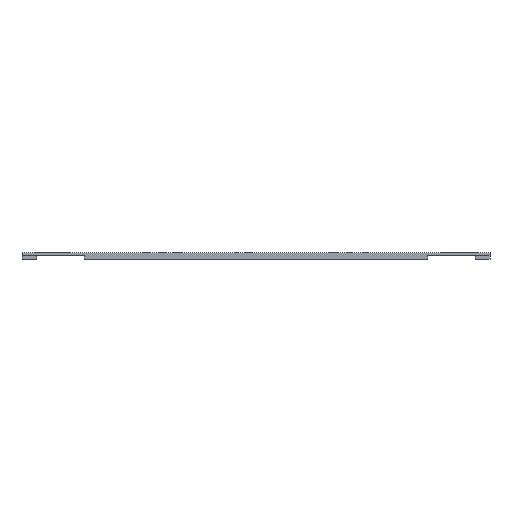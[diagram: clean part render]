
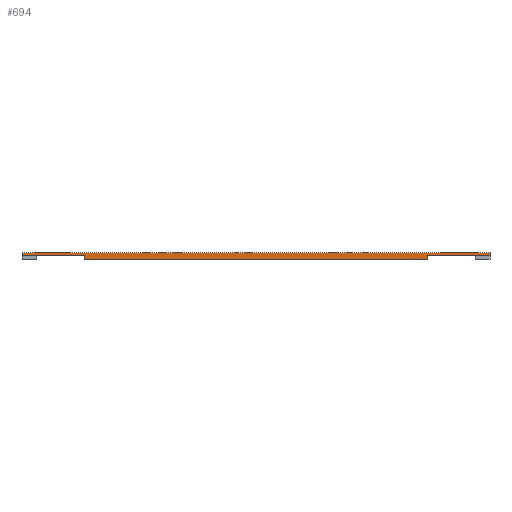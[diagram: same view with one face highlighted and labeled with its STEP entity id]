
A CAD part, front view. The second image highlights one B-rep face of the part: STEP entity #694.
In plain terms, the highlighted planar face has unit normal (0, -1, 0).
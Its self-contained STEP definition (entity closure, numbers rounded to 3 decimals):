
#113 = EDGE_CURVE('',#114,#116,#118,.T.);
#114 = VERTEX_POINT('',#115);
#115 = CARTESIAN_POINT('',(0.,0.,1.));
#116 = VERTEX_POINT('',#117);
#117 = CARTESIAN_POINT('',(150.,0.,1.));
#118 = LINE('',#119,#120);
#119 = CARTESIAN_POINT('',(0.,0.,1.));
#120 = VECTOR('',#121,1.);
#121 = DIRECTION('',(1.,0.,0.));
#694 = ADVANCED_FACE('',(#695),#752,.T.);
#695 = FACE_BOUND('',#696,.T.);
#696 = EDGE_LOOP('',(#697,#705,#713,#721,#729,#737,#745,#751));
#697 = ORIENTED_EDGE('',*,*,#698,.F.);
#698 = EDGE_CURVE('',#699,#114,#701,.T.);
#699 = VERTEX_POINT('',#700);
#700 = CARTESIAN_POINT('',(0.,0.,0.));
#701 = LINE('',#702,#703);
#702 = CARTESIAN_POINT('',(0.,0.,0.));
#703 = VECTOR('',#704,1.);
#704 = DIRECTION('',(0.,0.,1.));
#705 = ORIENTED_EDGE('',*,*,#706,.T.);
#706 = EDGE_CURVE('',#699,#707,#709,.T.);
#707 = VERTEX_POINT('',#708);
#708 = CARTESIAN_POINT('',(20.,0.,0.));
#709 = LINE('',#710,#711);
#710 = CARTESIAN_POINT('',(0.,0.,0.));
#711 = VECTOR('',#712,1.);
#712 = DIRECTION('',(1.,0.,0.));
#713 = ORIENTED_EDGE('',*,*,#714,.T.);
#714 = EDGE_CURVE('',#707,#715,#717,.T.);
#715 = VERTEX_POINT('',#716);
#716 = CARTESIAN_POINT('',(20.,0.,-1.2));
#717 = LINE('',#718,#719);
#718 = CARTESIAN_POINT('',(20.,0.,0.));
#719 = VECTOR('',#720,1.);
#720 = DIRECTION('',(0.,0.,-1.));
#721 = ORIENTED_EDGE('',*,*,#722,.T.);
#722 = EDGE_CURVE('',#715,#723,#725,.T.);
#723 = VERTEX_POINT('',#724);
#724 = CARTESIAN_POINT('',(130.,0.,-1.2));
#725 = LINE('',#726,#727);
#726 = CARTESIAN_POINT('',(20.,0.,-1.2));
#727 = VECTOR('',#728,1.);
#728 = DIRECTION('',(1.,0.,0.));
#729 = ORIENTED_EDGE('',*,*,#730,.F.);
#730 = EDGE_CURVE('',#731,#723,#733,.T.);
#731 = VERTEX_POINT('',#732);
#732 = CARTESIAN_POINT('',(130.,0.,0.));
#733 = LINE('',#734,#735);
#734 = CARTESIAN_POINT('',(130.,0.,0.));
#735 = VECTOR('',#736,1.);
#736 = DIRECTION('',(0.,0.,-1.));
#737 = ORIENTED_EDGE('',*,*,#738,.T.);
#738 = EDGE_CURVE('',#731,#739,#741,.T.);
#739 = VERTEX_POINT('',#740);
#740 = CARTESIAN_POINT('',(150.,0.,0.));
#741 = LINE('',#742,#743);
#742 = CARTESIAN_POINT('',(0.,0.,0.));
#743 = VECTOR('',#744,1.);
#744 = DIRECTION('',(1.,0.,0.));
#745 = ORIENTED_EDGE('',*,*,#746,.T.);
#746 = EDGE_CURVE('',#739,#116,#747,.T.);
#747 = LINE('',#748,#749);
#748 = CARTESIAN_POINT('',(150.,0.,0.));
#749 = VECTOR('',#750,1.);
#750 = DIRECTION('',(0.,0.,1.));
#751 = ORIENTED_EDGE('',*,*,#113,.F.);
#752 = PLANE('',#753);
#753 = AXIS2_PLACEMENT_3D('',#754,#755,#756);
#754 = CARTESIAN_POINT('',(75.,0.,0.058));
#755 = DIRECTION('',(-0.,-1.,-0.));
#756 = DIRECTION('',(0.,0.,-1.));
